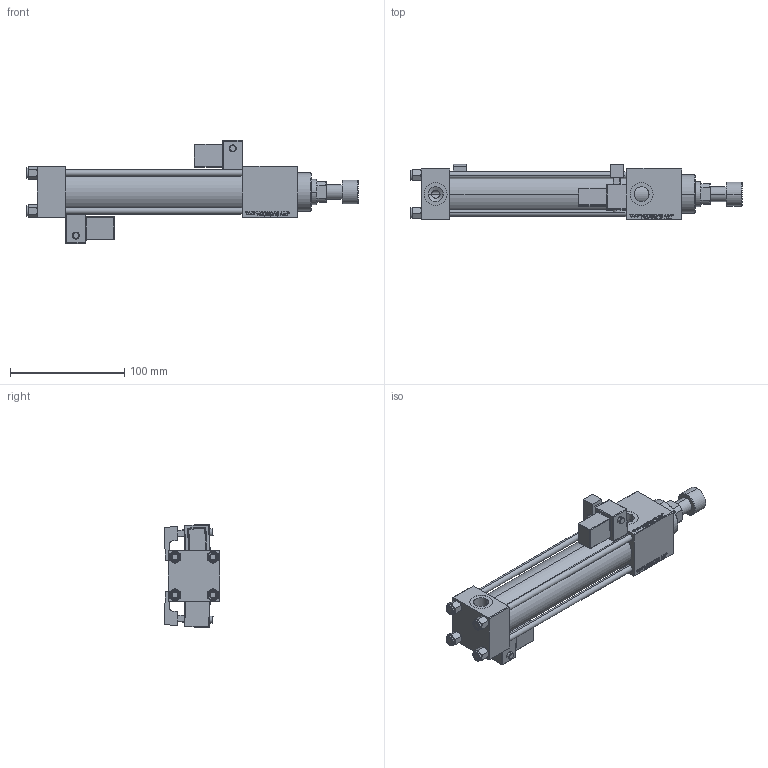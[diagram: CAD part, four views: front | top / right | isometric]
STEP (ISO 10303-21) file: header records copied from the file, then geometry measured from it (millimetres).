
FILE_DESCRIPTION (( 'STEP AP203' ), '1' );
FILE_NAME ('b744.STEP', '2025-04-16T09:34:13', ( '' ), ( '' ), 'SwSTEP 2.0', 'SolidWorks 2019', '' );
FILE_SCHEMA (( 'CONFIG_CONTROL_DESIGN' ));
Length unit declared in the file: millimetre
Products named in the file (8): V215CR_MSU c4c9593a4ec01c9e4974a3ee6078af78; V215CR_ROD_END_F c4c9593a4ec01c9e4974a3ee6078af78; V215CR_C_TYCINKA c4c9593a4ec01c9e4974a3ee6078af78; b744; V215CR_C_Body c4c9593a4ec01c9e4974a3ee6078af78; V215_VC_A c4c9593a4ec01c9e4974a3ee6078af78; V215CR_VCP_C c4c9593a4ec01c9e4974a3ee6078af78; NUT_M5_C c4c9593a4ec01c9e4974a3ee6078af78
Assembly tree (14 placements, depth 2):
  b744
    V215CR_C_Body c4c9593a4ec01c9e4974a3ee6078af78
    V215CR_VCP_C c4c9593a4ec01c9e4974a3ee6078af78
    NUT_M5_C c4c9593a4ec01c9e4974a3ee6078af78  x4
    V215CR_C_TYCINKA c4c9593a4ec01c9e4974a3ee6078af78  x4
    V215_VC_A c4c9593a4ec01c9e4974a3ee6078af78
    V215CR_ROD_END_F c4c9593a4ec01c9e4974a3ee6078af78
    V215CR_MSU c4c9593a4ec01c9e4974a3ee6078af78  x2
Bounding box: 291 x 48.72 x 90.31 mm (x, y, z)
Volume: 343642.7 mm3; surface area: 123726.7 mm2
Topology: 14 solids, 14 shells, 1316 faces, 3265 edges, 2077 vertices
Faces by surface type: plane 590, bspline 392, cylinder 150, cone 136, torus 24, sphere 24
Entity records: 52842 total; most frequent: CARTESIAN_POINT 27506, ORIENTED_EDGE 5628, DIRECTION 3758, EDGE_CURVE 2814, VERTEX_POINT 1833, VECTOR 1700, LINE 1700, EDGE_LOOP 1249
